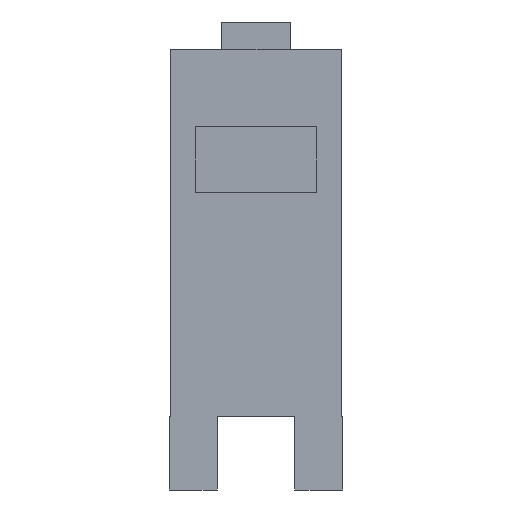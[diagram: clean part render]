
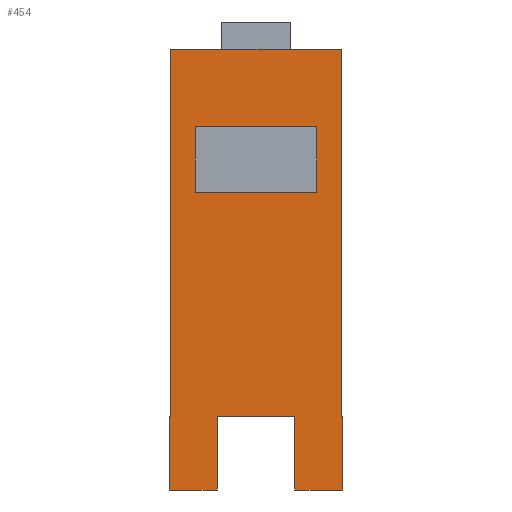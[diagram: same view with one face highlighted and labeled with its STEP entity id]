
A CAD part, front view. The second image highlights one B-rep face of the part: STEP entity #454.
In plain terms, the highlighted planar face has unit normal (0, -1, 0).
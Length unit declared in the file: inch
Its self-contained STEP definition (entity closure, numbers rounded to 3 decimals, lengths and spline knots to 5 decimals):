
#16=FACE_BOUND('',#66,.T.);
#40=FACE_OUTER_BOUND('',#65,.T.);
#65=EDGE_LOOP('',(#391,#392,#393,#394,#395,#396,#397,#398,#399,#400,#401,
#402));
#66=EDGE_LOOP('',(#403,#404,#405,#406));
#72=LINE('',#617,#132);
#75=LINE('',#622,#135);
#77=LINE('',#628,#137);
#80=LINE('',#634,#140);
#85=LINE('',#643,#145);
#89=LINE('',#652,#149);
#91=LINE('',#657,#151);
#106=LINE('',#687,#166);
#107=LINE('',#689,#167);
#108=LINE('',#692,#168);
#111=LINE('',#697,#171);
#113=LINE('',#701,#173);
#116=LINE('',#707,#176);
#119=LINE('',#713,#179);
#122=LINE('',#719,#182);
#125=LINE('',#724,#185);
#132=VECTOR('',#504,0.3937);
#135=VECTOR('',#509,0.3937);
#137=VECTOR('',#513,0.3937);
#140=VECTOR('',#518,0.3937);
#145=VECTOR('',#525,0.3937);
#149=VECTOR('',#531,0.3937);
#151=VECTOR('',#535,0.3937);
#166=VECTOR('',#562,0.3937);
#167=VECTOR('',#565,0.3937);
#168=VECTOR('',#568,0.3937);
#171=VECTOR('',#573,0.3937);
#173=VECTOR('',#577,0.3937);
#176=VECTOR('',#582,0.3937);
#179=VECTOR('',#587,0.3937);
#182=VECTOR('',#592,0.3937);
#185=VECTOR('',#597,0.3937);
#191=VERTEX_POINT('',#614);
#192=VERTEX_POINT('',#616);
#193=VERTEX_POINT('',#620);
#194=VERTEX_POINT('',#624);
#196=VERTEX_POINT('',#627);
#198=VERTEX_POINT('',#633);
#201=VERTEX_POINT('',#641);
#203=VERTEX_POINT('',#646);
#205=VERTEX_POINT('',#650);
#207=VERTEX_POINT('',#655);
#216=VERTEX_POINT('',#685);
#217=VERTEX_POINT('',#691);
#219=VERTEX_POINT('',#700);
#221=VERTEX_POINT('',#706);
#223=VERTEX_POINT('',#712);
#225=VERTEX_POINT('',#718);
#232=EDGE_CURVE('',#192,#191,#72,.T.);
#235=EDGE_CURVE('',#191,#193,#75,.T.);
#237=EDGE_CURVE('',#194,#196,#77,.T.);
#240=EDGE_CURVE('',#196,#198,#80,.T.);
#245=EDGE_CURVE('',#201,#194,#85,.T.);
#249=EDGE_CURVE('',#203,#205,#89,.T.);
#251=EDGE_CURVE('',#207,#205,#91,.T.);
#266=EDGE_CURVE('',#193,#216,#106,.T.);
#267=EDGE_CURVE('',#216,#192,#107,.T.);
#268=EDGE_CURVE('',#201,#217,#108,.T.);
#271=EDGE_CURVE('',#203,#217,#111,.T.);
#273=EDGE_CURVE('',#219,#207,#113,.T.);
#276=EDGE_CURVE('',#221,#219,#116,.T.);
#279=EDGE_CURVE('',#223,#221,#119,.T.);
#282=EDGE_CURVE('',#225,#223,#122,.T.);
#285=EDGE_CURVE('',#225,#198,#125,.T.);
#391=ORIENTED_EDGE('',*,*,#245,.F.);
#392=ORIENTED_EDGE('',*,*,#268,.T.);
#393=ORIENTED_EDGE('',*,*,#271,.F.);
#394=ORIENTED_EDGE('',*,*,#249,.T.);
#395=ORIENTED_EDGE('',*,*,#251,.F.);
#396=ORIENTED_EDGE('',*,*,#273,.F.);
#397=ORIENTED_EDGE('',*,*,#276,.F.);
#398=ORIENTED_EDGE('',*,*,#279,.F.);
#399=ORIENTED_EDGE('',*,*,#282,.F.);
#400=ORIENTED_EDGE('',*,*,#285,.T.);
#401=ORIENTED_EDGE('',*,*,#240,.F.);
#402=ORIENTED_EDGE('',*,*,#237,.F.);
#403=ORIENTED_EDGE('',*,*,#266,.T.);
#404=ORIENTED_EDGE('',*,*,#267,.T.);
#405=ORIENTED_EDGE('',*,*,#232,.T.);
#406=ORIENTED_EDGE('',*,*,#235,.T.);
#430=PLANE('',#492);
#454=ADVANCED_FACE('',(#40,#16),#430,.F.);
#492=AXIS2_PLACEMENT_3D('',#727,#601,#602);
#504=DIRECTION('',(0.,0.,1.));
#509=DIRECTION('',(1.,0.,0.));
#513=DIRECTION('',(1.,0.,0.));
#518=DIRECTION('',(0.,0.,-1.));
#525=DIRECTION('',(0.,0.,-1.));
#531=DIRECTION('',(-1.,0.,0.));
#535=DIRECTION('',(0.,0.,1.));
#562=DIRECTION('',(0.,0.,-1.));
#565=DIRECTION('',(-1.,0.,0.));
#568=DIRECTION('',(-1.,0.,0.));
#573=DIRECTION('',(0.,0.,1.));
#577=DIRECTION('',(-1.,0.,0.));
#582=DIRECTION('',(0.,0.,-1.));
#587=DIRECTION('',(-1.,0.,0.));
#592=DIRECTION('',(0.,0.,1.));
#597=DIRECTION('',(1.,0.,0.));
#601=DIRECTION('center_axis',(0.,1.,0.));
#602=DIRECTION('ref_axis',(1.,0.,0.));
#614=CARTESIAN_POINT('',(0.1025,0.,-0.32028));
#616=CARTESIAN_POINT('',(0.1025,0.,-0.59028));
#617=CARTESIAN_POINT('',(0.1025,0.,-0.61514));
#620=CARTESIAN_POINT('',(0.6025,0.,-0.32028));
#622=CARTESIAN_POINT('',(0.4775,0.,-0.32028));
#624=CARTESIAN_POINT('',(0.705,0.,-1.518));
#627=CARTESIAN_POINT('',(0.71,0.,-1.518));
#628=CARTESIAN_POINT('',(0.705,0.,-1.518));
#633=CARTESIAN_POINT('',(0.71,0.,-1.82));
#634=CARTESIAN_POINT('',(0.71,0.,-1.5935));
#641=CARTESIAN_POINT('',(0.705,0.,0.));
#643=CARTESIAN_POINT('',(0.705,0.,0.));
#646=CARTESIAN_POINT('',(0.,0.,-1.518));
#650=CARTESIAN_POINT('',(-0.005,0.,-1.518));
#652=CARTESIAN_POINT('',(0.,0.,-1.518));
#655=CARTESIAN_POINT('',(-0.005,0.,-1.82));
#657=CARTESIAN_POINT('',(-0.005,0.,-1.7445));
#685=CARTESIAN_POINT('',(0.6025,0.,-0.59028));
#687=CARTESIAN_POINT('',(0.6025,0.,-0.75014));
#689=CARTESIAN_POINT('',(0.2275,0.,-0.59028));
#691=CARTESIAN_POINT('',(0.,0.,0.));
#692=CARTESIAN_POINT('',(0.705,0.,0.));
#697=CARTESIAN_POINT('',(0.,0.,-1.82));
#700=CARTESIAN_POINT('',(0.1925,0.,-1.82));
#701=CARTESIAN_POINT('',(0.705,0.,-1.82));
#706=CARTESIAN_POINT('',(0.1925,0.,-1.518));
#707=CARTESIAN_POINT('',(0.1925,0.,-1.518));
#712=CARTESIAN_POINT('',(0.5125,0.,-1.518));
#713=CARTESIAN_POINT('',(0.5125,0.,-1.518));
#718=CARTESIAN_POINT('',(0.5125,0.,-1.82));
#719=CARTESIAN_POINT('',(0.5125,0.,-1.82));
#724=CARTESIAN_POINT('',(0.705,0.,-1.82));
#727=CARTESIAN_POINT('Origin',(0.3525,0.,-0.91));
